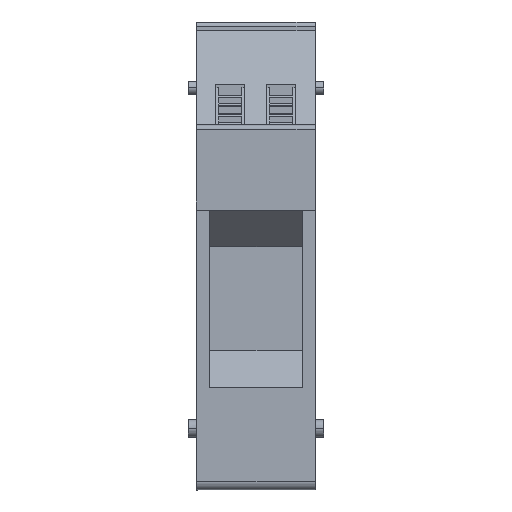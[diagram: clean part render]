
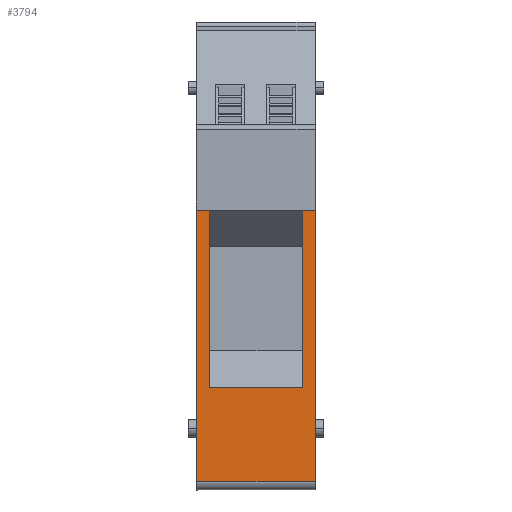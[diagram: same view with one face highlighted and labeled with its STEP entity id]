
A CAD part, front view. The second image highlights one B-rep face of the part: STEP entity #3794.
In plain terms, the highlighted planar face has unit normal (0, -1, 0).
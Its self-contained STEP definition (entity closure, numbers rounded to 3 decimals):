
#3744=AXIS2_PLACEMENT_3D('Plane Axis2P3D',#3741,#3742,#3743) ;
#2399=CARTESIAN_POINT('Vertex',(2.,0.,63.7)) ;
#2572=CARTESIAN_POINT('Vertex',(2.,0.,2.)) ;
#2575=CARTESIAN_POINT('Line Origine',(2.,0.,32.85)) ;
#2990=CARTESIAN_POINT('Vertex',(28.9,0.,63.7)) ;
#2993=CARTESIAN_POINT('Line Origine',(28.9,0.,32.85)) ;
#2997=CARTESIAN_POINT('Vertex',(28.9,0.,2.)) ;
#3741=CARTESIAN_POINT('Axis2P3D Location',(28.9,0.,2.)) ;
#3746=CARTESIAN_POINT('Line Origine',(3.475,0.,63.7)) ;
#3750=CARTESIAN_POINT('Vertex',(4.95,0.,63.7)) ;
#3753=CARTESIAN_POINT('Line Origine',(15.45,0.,2.)) ;
#3758=CARTESIAN_POINT('Line Origine',(27.425,0.,63.7)) ;
#3762=CARTESIAN_POINT('Vertex',(25.95,0.,63.7)) ;
#3765=CARTESIAN_POINT('Line Origine',(25.95,0.,43.5)) ;
#3769=CARTESIAN_POINT('Vertex',(25.95,0.,23.3)) ;
#3772=CARTESIAN_POINT('Line Origine',(15.45,0.,23.3)) ;
#3776=CARTESIAN_POINT('Vertex',(4.95,0.,23.3)) ;
#3779=CARTESIAN_POINT('Line Origine',(4.95,0.,43.5)) ;
#2576=DIRECTION('Vector Direction',(0.,0.,1.)) ;
#2994=DIRECTION('Vector Direction',(0.,0.,1.)) ;
#3742=DIRECTION('Axis2P3D Direction',(0.,-1.,0.)) ;
#3743=DIRECTION('Axis2P3D XDirection',(0.,0.,1.)) ;
#3747=DIRECTION('Vector Direction',(-1.,0.,0.)) ;
#3754=DIRECTION('Vector Direction',(-1.,0.,0.)) ;
#3759=DIRECTION('Vector Direction',(-1.,0.,0.)) ;
#3766=DIRECTION('Vector Direction',(0.,0.,1.)) ;
#3773=DIRECTION('Vector Direction',(1.,0.,0.)) ;
#3780=DIRECTION('Vector Direction',(0.,0.,-1.)) ;
#2577=VECTOR('Line Direction',#2576,1.) ;
#2995=VECTOR('Line Direction',#2994,1.) ;
#3748=VECTOR('Line Direction',#3747,1.) ;
#3755=VECTOR('Line Direction',#3754,1.) ;
#3760=VECTOR('Line Direction',#3759,1.) ;
#3767=VECTOR('Line Direction',#3766,1.) ;
#3774=VECTOR('Line Direction',#3773,1.) ;
#3781=VECTOR('Line Direction',#3780,1.) ;
#3785=ORIENTED_EDGE('',*,*,#3752,.T.) ;
#3786=ORIENTED_EDGE('',*,*,#2579,.F.) ;
#3787=ORIENTED_EDGE('',*,*,#3757,.F.) ;
#3788=ORIENTED_EDGE('',*,*,#2999,.F.) ;
#3789=ORIENTED_EDGE('',*,*,#3764,.T.) ;
#3790=ORIENTED_EDGE('',*,*,#3771,.F.) ;
#3791=ORIENTED_EDGE('',*,*,#3778,.F.) ;
#3792=ORIENTED_EDGE('',*,*,#3783,.F.) ;
#3794=ADVANCED_FACE('ISGH',(#3793),#3745,.T.) ;
#2579=EDGE_CURVE('',#2573,#2400,#2578,.T.) ;
#2999=EDGE_CURVE('',#2991,#2998,#2996,.F.) ;
#3752=EDGE_CURVE('',#3751,#2400,#3749,.T.) ;
#3757=EDGE_CURVE('',#2998,#2573,#3756,.T.) ;
#3764=EDGE_CURVE('',#2991,#3763,#3761,.T.) ;
#3771=EDGE_CURVE('',#3770,#3763,#3768,.T.) ;
#3778=EDGE_CURVE('',#3777,#3770,#3775,.T.) ;
#3783=EDGE_CURVE('',#3751,#3777,#3782,.T.) ;
#3784=EDGE_LOOP('',(#3785,#3786,#3787,#3788,#3789,#3790,#3791,#3792)) ;
#3793=FACE_OUTER_BOUND('',#3784,.T.) ;
#2578=LINE('Line',#2575,#2577) ;
#2996=LINE('Line',#2993,#2995) ;
#3749=LINE('Line',#3746,#3748) ;
#3756=LINE('Line',#3753,#3755) ;
#3761=LINE('Line',#3758,#3760) ;
#3768=LINE('Line',#3765,#3767) ;
#3775=LINE('Line',#3772,#3774) ;
#3782=LINE('Line',#3779,#3781) ;
#3745=PLANE('',#3744) ;
#2400=VERTEX_POINT('',#2399) ;
#2573=VERTEX_POINT('',#2572) ;
#2991=VERTEX_POINT('',#2990) ;
#2998=VERTEX_POINT('',#2997) ;
#3751=VERTEX_POINT('',#3750) ;
#3763=VERTEX_POINT('',#3762) ;
#3770=VERTEX_POINT('',#3769) ;
#3777=VERTEX_POINT('',#3776) ;
